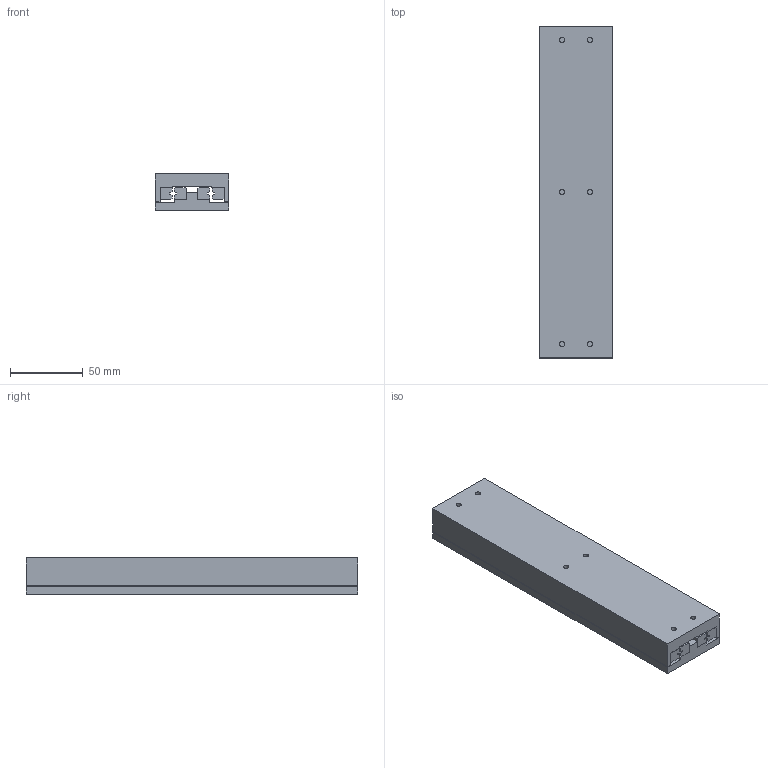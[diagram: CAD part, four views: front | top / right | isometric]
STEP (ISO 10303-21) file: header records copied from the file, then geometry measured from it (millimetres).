
FILE_DESCRIPTION((''),'2;1');
FILE_NAME('XAC2_9_8.stp','2004-02-26T22:05:00',('Owner'),(''),'Autodesk Inventor (tm) 5.3','Autodesk Inventor (tm) 5.3','');
FILE_SCHEMA(('CONFIG_CONTROL_DESIGN'));
Length unit declared in the file: inch
Products named in the file (5): XAC2_9_8; XAC2_9_8 XAC2-4-3; XAC2_9_8 BOTTOM-BASE; XAC2_9_8 RAIL; XAC2_9_8 TOP_BASE
Assembly tree (7 placements, depth 3):
  XAC2_9_8
    XAC2_9_8 XAC2-4-3
      XAC2_9_8 BOTTOM-BASE
      XAC2_9_8 RAIL  x4
      XAC2_9_8 TOP_BASE
Bounding box: 50.8 x 228.6 x 25.02 mm (x, y, z)
Volume: 255522.5 mm3; surface area: 98910.3 mm2
Topology: 6 solids, 6 shells, 132 faces, 348 edges, 232 vertices
Faces by surface type: plane 100, bspline 32
Entity records: 3554 total; most frequent: CARTESIAN_POINT 918, ORIENTED_EDGE 408, DIRECTION 376, EDGE_CURVE 204, VECTOR 148, LINE 148, VERTEX_POINT 136, AXIS2_PLACEMENT_3D 114
